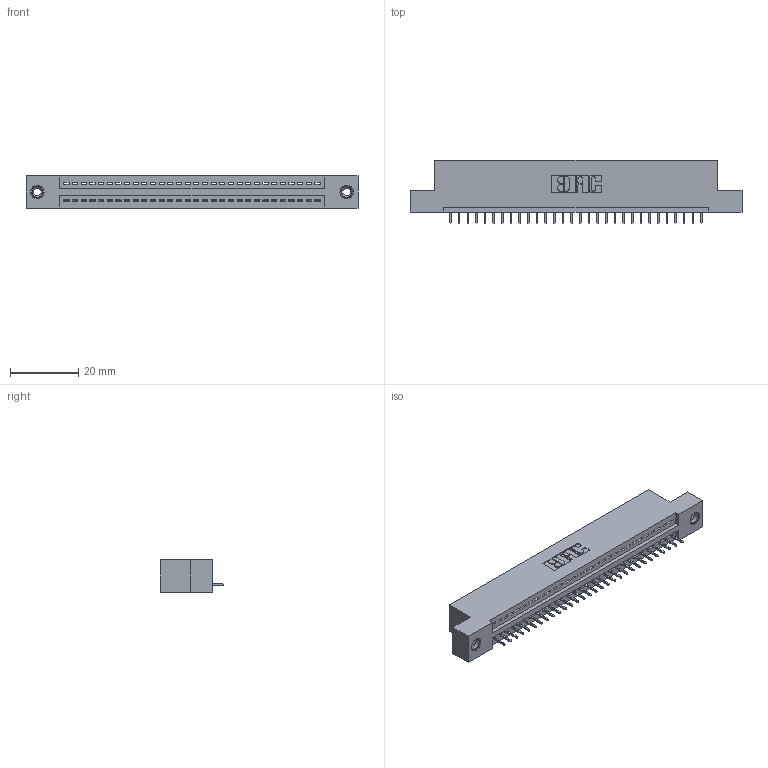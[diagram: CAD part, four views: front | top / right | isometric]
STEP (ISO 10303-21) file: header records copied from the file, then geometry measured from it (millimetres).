
FILE_DESCRIPTION (( 'STEP AP203' ), '1' );
FILE_NAME ('895-030-525-108.STEP', '2020-09-25T18:05:33', ( '' ), ( '' ), 'SwSTEP 2.0', 'SolidWorks 2020', '' );
FILE_SCHEMA (( 'CONFIG_CONTROL_DESIGN' ));
Length unit declared in the file: inch
Products named in the file (4): 345-292-001_345-293-125; 345-250-001_345-250-003-102; 845 Part_Flush Mounting Lugs - 0.156 Dia-TI; 895-030-525-108
Assembly tree (33 placements, depth 2):
  895-030-525-108
    845 Part_Flush Mounting Lugs - 0.156 Dia-TI
    345-292-001_345-293-125  x30
    345-250-001_345-250-003-102  x2
Bounding box: 97.41 x 18.72 x 9.4 mm (x, y, z)
Volume: 9024.7 mm3; surface area: 11440.6 mm2
Topology: 33 solids, 33 shells, 2046 faces, 5877 edges, 3790 vertices
Faces by surface type: plane 1492, cylinder 538, cone 12, torus 4
Entity records: 25454 total; most frequent: CARTESIAN_POINT 4389, ORIENTED_EDGE 4346, DIRECTION 3879, EDGE_CURVE 2173, VECTOR 1905, LINE 1905, VERTEX_POINT 1440, AXIS2_PLACEMENT_3D 987
